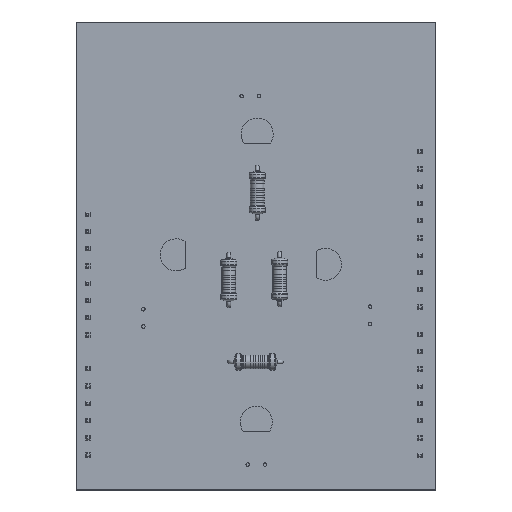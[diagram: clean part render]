
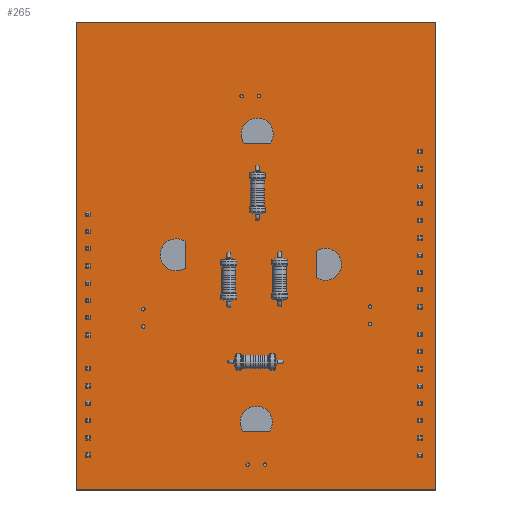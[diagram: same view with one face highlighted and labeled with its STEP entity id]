
A CAD part, top view. The second image highlights one B-rep face of the part: STEP entity #265.
In plain terms, the highlighted planar face has unit normal (0, 0, 1).
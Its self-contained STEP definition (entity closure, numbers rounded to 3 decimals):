
#104 = VERTEX_POINT('',#105);
#105 = CARTESIAN_POINT('',(91.44,41.087,0.516));
#111 = EDGE_CURVE('',#104,#112,#114,.T.);
#112 = VERTEX_POINT('',#113);
#113 = CARTESIAN_POINT('',(144.429,41.087,0.516));
#114 = LINE('',#115,#116);
#115 = CARTESIAN_POINT('',(91.44,41.087,0.516));
#116 = VECTOR('',#117,1.);
#117 = DIRECTION('',(1.,0.,0.));
#142 = EDGE_CURVE('',#112,#143,#145,.T.);
#143 = VERTEX_POINT('',#144);
#144 = CARTESIAN_POINT('',(144.429,109.982,0.516));
#145 = LINE('',#146,#147);
#146 = CARTESIAN_POINT('',(144.429,41.087,0.516));
#147 = VECTOR('',#148,1.);
#148 = DIRECTION('',(0.,1.,0.));
#173 = EDGE_CURVE('',#143,#174,#176,.T.);
#174 = VERTEX_POINT('',#175);
#175 = CARTESIAN_POINT('',(104.648,109.982,0.516));
#176 = LINE('',#177,#178);
#177 = CARTESIAN_POINT('',(144.429,109.982,0.516));
#178 = VECTOR('',#179,1.);
#179 = DIRECTION('',(-1.,0.,0.));
#204 = EDGE_CURVE('',#174,#205,#207,.T.);
#205 = VERTEX_POINT('',#206);
#206 = CARTESIAN_POINT('',(91.44,109.982,0.516));
#207 = LINE('',#208,#209);
#208 = CARTESIAN_POINT('',(104.648,109.982,0.516));
#209 = VECTOR('',#210,1.);
#210 = DIRECTION('',(-1.,0.,0.));
#235 = EDGE_CURVE('',#205,#104,#236,.T.);
#236 = LINE('',#237,#238);
#237 = CARTESIAN_POINT('',(91.44,109.982,0.516));
#238 = VECTOR('',#239,1.);
#239 = DIRECTION('',(0.,-1.,0.));
#265 = ADVANCED_FACE('',(#266),#273,.T.);
#266 = FACE_BOUND('',#267,.T.);
#267 = EDGE_LOOP('',(#268,#269,#270,#271,#272));
#268 = ORIENTED_EDGE('',*,*,#111,.T.);
#269 = ORIENTED_EDGE('',*,*,#142,.T.);
#270 = ORIENTED_EDGE('',*,*,#173,.T.);
#271 = ORIENTED_EDGE('',*,*,#204,.T.);
#272 = ORIENTED_EDGE('',*,*,#235,.T.);
#273 = PLANE('',#274);
#274 = AXIS2_PLACEMENT_3D('',#275,#276,#277);
#275 = CARTESIAN_POINT('',(117.935,75.535,0.516));
#276 = DIRECTION('',(0.,0.,1.));
#277 = DIRECTION('',(1.,0.,-0.));
